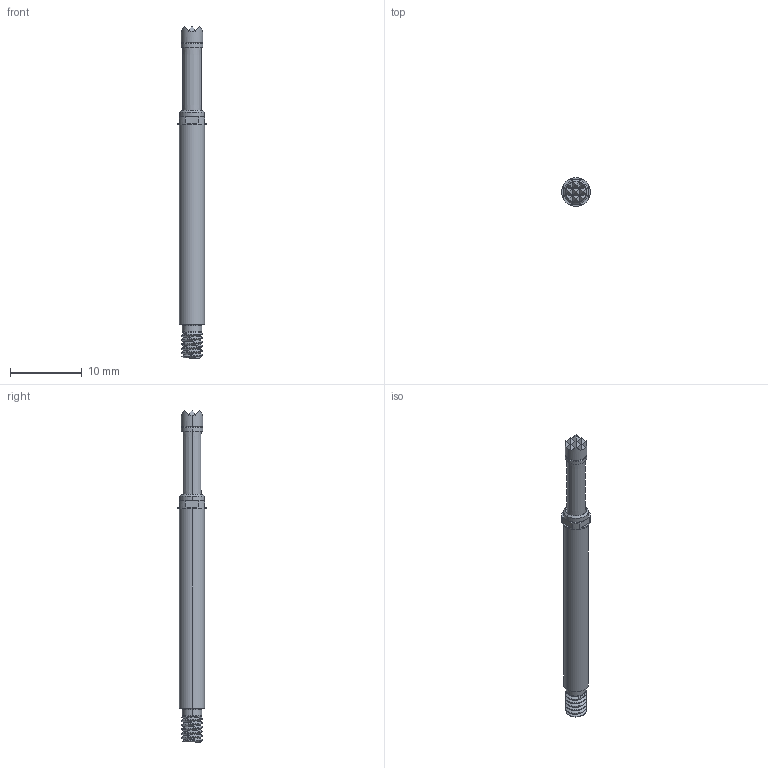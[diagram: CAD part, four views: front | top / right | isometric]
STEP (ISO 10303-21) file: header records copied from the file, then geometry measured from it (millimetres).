
FILE_DESCRIPTION (( 'STEP AP214' ), '1' );
FILE_NAME ('MOD-1035573-F73506B300G500CLS1.STEP', '2024-04-12T06:37:59', ( 'FEINMETALL GmbH ' ), ( 'FEINMETALL GmbH ' ), 'SwSTEP 2.0', 'SolidWorks 2020', '' );
FILE_SCHEMA (( 'AUTOMOTIVE_DESIGN' ));
Length unit declared in the file: millimetre
Products named in the file (1): MOD-1035573-F73506B300G500CLS1
Bounding box: 4 x 4 x 46.4 mm (x, y, z)
Volume: 371.9 mm3; surface area: 533.7 mm2
Topology: 1 solids, 1 shells, 99 faces, 229 edges, 138 vertices
Faces by surface type: plane 52, cylinder 25, cone 10, torus 9, bspline 3
Entity records: 3589 total; most frequent: CARTESIAN_POINT 1474, ORIENTED_EDGE 458, DIRECTION 416, EDGE_CURVE 229, AXIS2_PLACEMENT_3D 159, VERTEX_POINT 138, EDGE_LOOP 105, FACE_OUTER_BOUND 99
